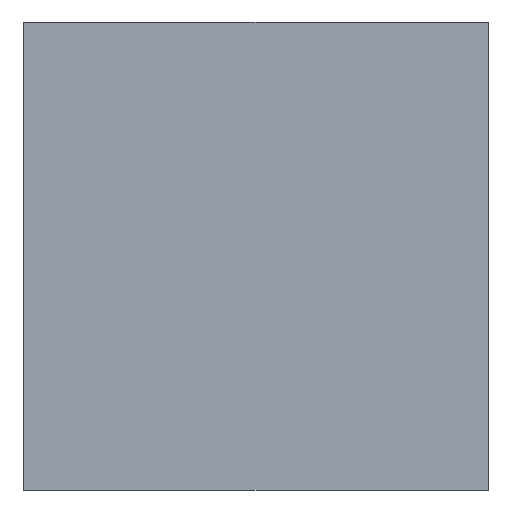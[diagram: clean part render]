
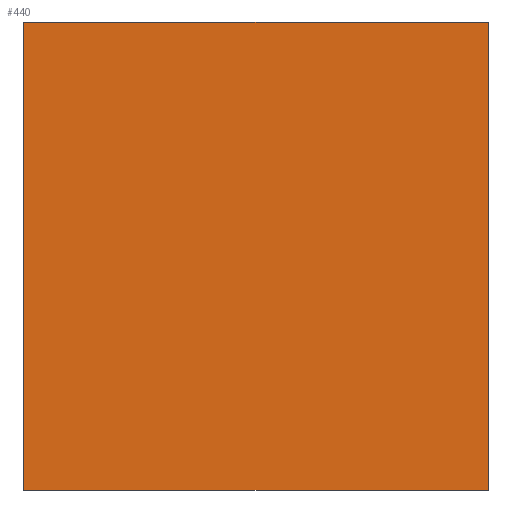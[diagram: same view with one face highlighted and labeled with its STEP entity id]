
A CAD part, left-side view. The second image highlights one B-rep face of the part: STEP entity #440.
In plain terms, the highlighted planar face has unit normal (-1, 0, 0).
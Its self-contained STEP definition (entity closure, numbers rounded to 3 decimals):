
#34=FACE_OUTER_BOUND('',#56,.T.);
#56=EDGE_LOOP('',(#387,#388,#389,#390));
#109=LINE('',#694,#169);
#111=LINE('',#698,#171);
#114=LINE('',#705,#174);
#117=LINE('',#710,#177);
#169=VECTOR('',#569,10.);
#171=VECTOR('',#573,10.);
#174=VECTOR('',#580,10.);
#177=VECTOR('',#585,10.);
#213=VERTEX_POINT('',#691);
#214=VERTEX_POINT('',#693);
#215=VERTEX_POINT('',#697);
#217=VERTEX_POINT('',#704);
#269=EDGE_CURVE('',#213,#214,#109,.T.);
#271=EDGE_CURVE('',#214,#215,#111,.T.);
#274=EDGE_CURVE('',#215,#217,#114,.T.);
#277=EDGE_CURVE('',#217,#213,#117,.T.);
#387=ORIENTED_EDGE('',*,*,#271,.F.);
#388=ORIENTED_EDGE('',*,*,#269,.F.);
#389=ORIENTED_EDGE('',*,*,#277,.F.);
#390=ORIENTED_EDGE('',*,*,#274,.F.);
#418=PLANE('',#482);
#440=ADVANCED_FACE('',(#34),#418,.T.);
#482=AXIS2_PLACEMENT_3D('',#709,#583,#584);
#569=DIRECTION('',(0.,0.,1.));
#573=DIRECTION('',(0.,-1.,0.));
#580=DIRECTION('',(0.,0.,-1.));
#583=DIRECTION('center_axis',(-1.,0.,0.));
#584=DIRECTION('ref_axis',(0.,0.,1.));
#585=DIRECTION('',(0.,1.,0.));
#691=CARTESIAN_POINT('',(-4.4,14.,-7.55));
#693=CARTESIAN_POINT('',(-4.4,14.,7.55));
#694=CARTESIAN_POINT('',(-4.4,14.,-7.55));
#697=CARTESIAN_POINT('',(-4.4,-1.,7.55));
#698=CARTESIAN_POINT('',(-4.4,0.,7.55));
#704=CARTESIAN_POINT('',(-4.4,-1.,-7.55));
#705=CARTESIAN_POINT('',(-4.4,-1.,7.55));
#709=CARTESIAN_POINT('Origin',(-4.4,0.,-7.55));
#710=CARTESIAN_POINT('',(-4.4,0.,-7.55));
